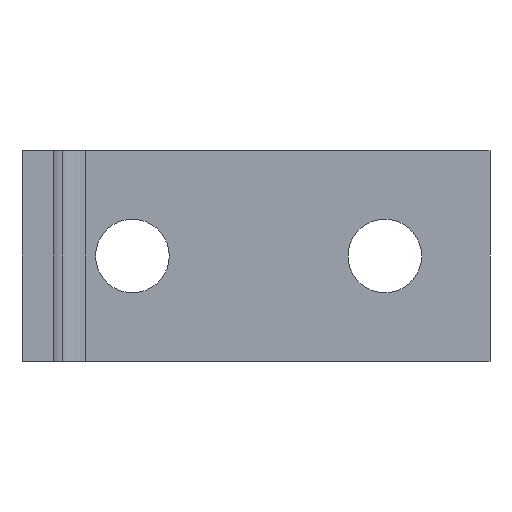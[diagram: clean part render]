
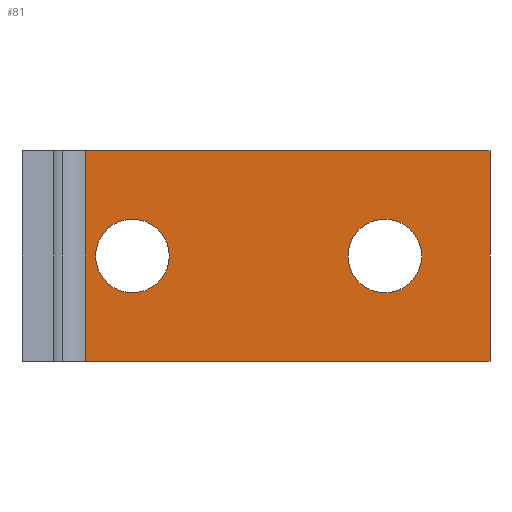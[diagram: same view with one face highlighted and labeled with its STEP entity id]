
A CAD part, front view. The second image highlights one B-rep face of the part: STEP entity #81.
In plain terms, the highlighted planar face has unit normal (0, -1, 0).
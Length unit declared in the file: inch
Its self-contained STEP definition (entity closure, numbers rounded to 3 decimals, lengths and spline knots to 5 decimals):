
#81=ADVANCED_FACE('',(#162,#163,#164),#165,.T.);
#162=FACE_OUTER_BOUND('',#237,.T.);
#163=FACE_BOUND('',#238,.T.);
#164=FACE_BOUND('',#239,.T.);
#165=PLANE('',#240);
#237=EDGE_LOOP('',(#410,#411,#412,#413));
#238=EDGE_LOOP('',(#414,#415));
#239=EDGE_LOOP('',(#416,#417));
#240=AXIS2_PLACEMENT_3D('',#418,#419,#420);
#410=ORIENTED_EDGE('',*,*,#486,.F.);
#411=ORIENTED_EDGE('',*,*,#459,.T.);
#412=ORIENTED_EDGE('',*,*,#439,.T.);
#413=ORIENTED_EDGE('',*,*,#502,.T.);
#414=ORIENTED_EDGE('',*,*,#484,.T.);
#415=ORIENTED_EDGE('',*,*,#466,.T.);
#416=ORIENTED_EDGE('',*,*,#499,.T.);
#417=ORIENTED_EDGE('',*,*,#509,.T.);
#418=CARTESIAN_POINT('',(3.50394,3.85827,-0.7874));
#419=DIRECTION('',(0.,-1.0,0.));
#420=DIRECTION('',(0.,0.,-1.0));
#439=EDGE_CURVE('',#516,#514,#517,.T.);
#459=EDGE_CURVE('',#550,#516,#551,.T.);
#466=EDGE_CURVE('',#562,#559,#563,.T.);
#484=EDGE_CURVE('',#559,#562,#588,.T.);
#486=EDGE_CURVE('',#550,#590,#591,.T.);
#499=EDGE_CURVE('',#605,#607,#609,.T.);
#502=EDGE_CURVE('',#514,#590,#613,.T.);
#509=EDGE_CURVE('',#607,#605,#620,.T.);
#514=VERTEX_POINT('',#625);
#516=VERTEX_POINT('',#628);
#517=LINE('',#629,#630);
#550=VERTEX_POINT('',#673);
#551=LINE('',#674,#675);
#559=VERTEX_POINT('',#684);
#562=VERTEX_POINT('',#688);
#563=CIRCLE('',#689,0.27559);
#588=CIRCLE('',#720,0.27559);
#590=VERTEX_POINT('',#722);
#591=LINE('',#723,#724);
#605=VERTEX_POINT('',#742);
#607=VERTEX_POINT('',#745);
#609=CIRCLE('',#748,0.27559);
#613=LINE('',#752,#753);
#620=CIRCLE('',#761,0.27559);
#625=CARTESIAN_POINT('',(3.50394,3.85827,0.));
#628=CARTESIAN_POINT('',(3.50394,3.85827,-1.5748));
#629=CARTESIAN_POINT('',(3.50394,3.85827,-0.7874));
#630=VECTOR('',#765,0.03937);
#673=CARTESIAN_POINT('',(0.47244,3.85827,-1.5748));
#674=CARTESIAN_POINT('',(1.06734,3.85827,-1.5748));
#675=VECTOR('',#791,0.03937);
#684=CARTESIAN_POINT('',(2.99213,3.85827,-0.7874));
#688=CARTESIAN_POINT('',(2.44094,3.85827,-0.7874));
#689=AXIS2_PLACEMENT_3D('',#803,#804,#805);
#720=AXIS2_PLACEMENT_3D('',#833,#834,#835);
#722=CARTESIAN_POINT('',(0.47244,3.85827,0.));
#723=CARTESIAN_POINT('',(0.47244,3.85827,-0.7874));
#724=VECTOR('',#836,0.03937);
#742=CARTESIAN_POINT('',(1.10236,3.85827,-0.7874));
#745=CARTESIAN_POINT('',(0.55118,3.85827,-0.7874));
#748=AXIS2_PLACEMENT_3D('',#852,#853,#854);
#752=CARTESIAN_POINT('',(1.06734,3.85827,0.));
#753=VECTOR('',#858,0.03937);
#761=AXIS2_PLACEMENT_3D('',#863,#864,#865);
#765=DIRECTION('',(0.,0.,1.0));
#791=DIRECTION('',(1.0,0.,0.));
#803=CARTESIAN_POINT('',(2.71654,3.85827,-0.7874));
#804=DIRECTION('',(0.,1.0,0.));
#805=DIRECTION('',(1.0,0.,0.));
#833=CARTESIAN_POINT('',(2.71654,3.85827,-0.7874));
#834=DIRECTION('',(0.,1.0,0.));
#835=DIRECTION('',(1.0,0.,0.));
#836=DIRECTION('',(0.,0.,1.0));
#852=CARTESIAN_POINT('',(0.82677,3.85827,-0.7874));
#853=DIRECTION('',(0.,1.0,0.));
#854=DIRECTION('',(1.0,0.,0.));
#858=DIRECTION('',(-1.0,0.,0.));
#863=CARTESIAN_POINT('',(0.82677,3.85827,-0.7874));
#864=DIRECTION('',(0.,1.0,0.));
#865=DIRECTION('',(1.0,0.,0.));
